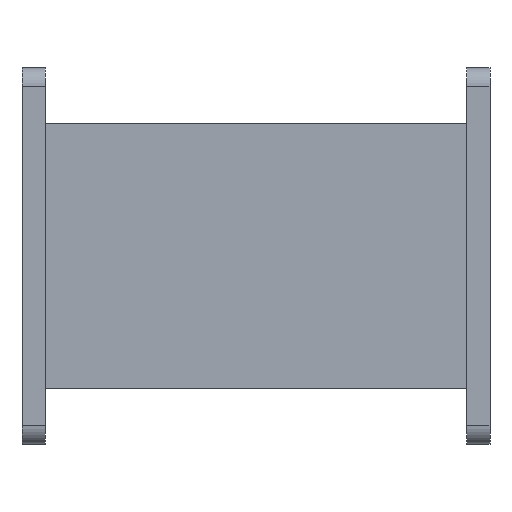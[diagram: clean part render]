
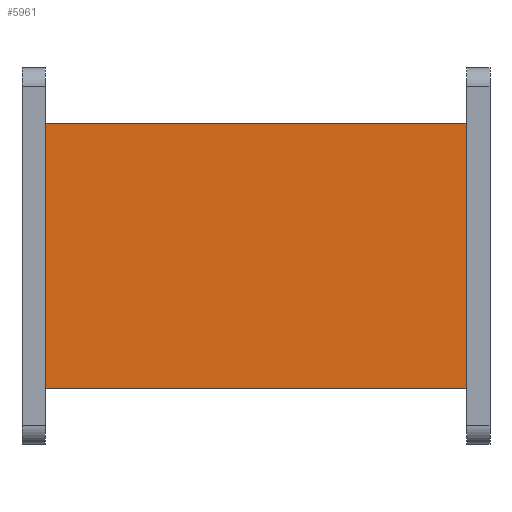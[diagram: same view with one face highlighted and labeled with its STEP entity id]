
A CAD part, front view. The second image highlights one B-rep face of the part: STEP entity #5961.
In plain terms, the highlighted planar face has unit normal (0, -1, 0).
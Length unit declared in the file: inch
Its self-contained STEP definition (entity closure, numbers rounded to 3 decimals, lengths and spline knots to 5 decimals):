
#694 = LINE ( 'NONE', #26002, #16280 ) ;
#1348 = DIRECTION ( 'NONE',  ( 0., 0., 1. ) ) ;
#2226 = ORIENTED_EDGE ( 'NONE', *, *, #51775, .T. ) ;
#3112 = LINE ( 'NONE', #53266, #35024 ) ;
#3866 = VERTEX_POINT ( 'NONE', #21434 ) ;
#5207 = EDGE_CURVE ( 'NONE', #41091, #51603, #43466, .T. ) ;
#5961 = ADVANCED_FACE ( 'NONE', ( #12643 ), #29637, .F. ) ;
#7490 = ORIENTED_EDGE ( 'NONE', *, *, #14542, .F. ) ;
#9104 = DIRECTION ( 'NONE',  ( 1., 0., 0. ) ) ;
#9537 = EDGE_CURVE ( 'NONE', #13457, #51603, #13961, .T. ) ;
#11354 = DIRECTION ( 'NONE',  ( 0., 0., -1. ) ) ;
#12643 = FACE_OUTER_BOUND ( 'NONE', #25334, .T. ) ;
#13325 = DIRECTION ( 'NONE',  ( 0., 0., -1. ) ) ;
#13457 = VERTEX_POINT ( 'NONE', #21525 ) ;
#13961 = LINE ( 'NONE', #25836, #24886 ) ;
#14542 = EDGE_CURVE ( 'NONE', #3866, #41091, #3112, .T. ) ;
#15676 = ORIENTED_EDGE ( 'NONE', *, *, #9537, .T. ) ;
#16280 = VECTOR ( 'NONE', #13325, 39.37008 ) ;
#16999 = ORIENTED_EDGE ( 'NONE', *, *, #5207, .F. ) ;
#17775 = CARTESIAN_POINT ( 'NONE',  ( -3.54331, -1.15492, 2.22992 ) ) ;
#21434 = CARTESIAN_POINT ( 'NONE',  ( -3.54331, -1.15492, 2.22992 ) ) ;
#21525 = CARTESIAN_POINT ( 'NONE',  ( -3.54331, -1.15492, -2.22992 ) ) ;
#24886 = VECTOR ( 'NONE', #9104, 39.37008 ) ;
#25057 = DIRECTION ( 'NONE',  ( 0., 1., 0. ) ) ;
#25334 = EDGE_LOOP ( 'NONE', ( #15676, #16999, #7490, #2226 ) ) ;
#25836 = CARTESIAN_POINT ( 'NONE',  ( -3.54331, -1.15492, -2.22992 ) ) ;
#26002 = CARTESIAN_POINT ( 'NONE',  ( -3.54331, -1.15492, 2.22992 ) ) ;
#28715 = CARTESIAN_POINT ( 'NONE',  ( 3.54331, -1.15492, -2.22992 ) ) ;
#29637 = PLANE ( 'NONE',  #48859 ) ;
#32241 = CARTESIAN_POINT ( 'NONE',  ( 3.54331, -1.15492, 2.22992 ) ) ;
#32763 = DIRECTION ( 'NONE',  ( 1., 0., 0. ) ) ;
#35024 = VECTOR ( 'NONE', #32763, 39.37008 ) ;
#39431 = CARTESIAN_POINT ( 'NONE',  ( 3.54331, -1.15492, 2.22992 ) ) ;
#41091 = VERTEX_POINT ( 'NONE', #32241 ) ;
#43466 = LINE ( 'NONE', #39431, #47929 ) ;
#47929 = VECTOR ( 'NONE', #11354, 39.37008 ) ;
#48859 = AXIS2_PLACEMENT_3D ( 'NONE', #17775, #25057, #1348 ) ;
#51603 = VERTEX_POINT ( 'NONE', #28715 ) ;
#51775 = EDGE_CURVE ( 'NONE', #3866, #13457, #694, .T. ) ;
#53266 = CARTESIAN_POINT ( 'NONE',  ( -3.54331, -1.15492, 2.22992 ) ) ;
